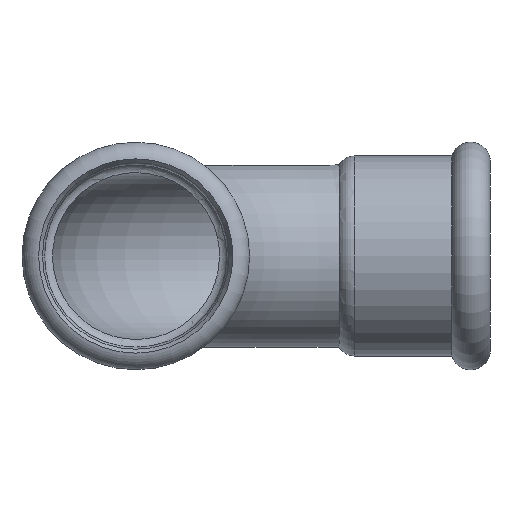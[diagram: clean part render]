
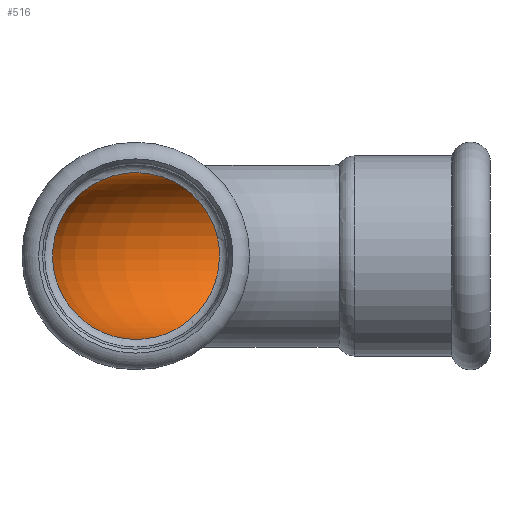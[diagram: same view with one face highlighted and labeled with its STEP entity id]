
A CAD part, front view. The second image highlights one B-rep face of the part: STEP entity #516.
In plain terms, the highlighted toroidal (fillet/blend) face has major radius 42 mm and minor radius 16 mm.
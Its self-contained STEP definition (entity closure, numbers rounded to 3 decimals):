
#20=B_SPLINE_CURVE_WITH_KNOTS('',3,(#964,#965,#966,#967,#968,#969,#970,
#971,#972,#973,#974,#975),.UNSPECIFIED.,.F.,.F.,(4,2,2,2,2,4),(2.392,
2.501,3.128,3.755,4.381,4.92),
 .UNSPECIFIED.);
#21=B_SPLINE_CURVE_WITH_KNOTS('',3,(#977,#978,#979,#980,#981,#982,#983,
#984,#985,#986,#987,#988,#989,#990,#991,#992,#993,#994,#995,#996,#997,#998),
 .UNSPECIFIED.,.F.,.F.,(4,2,2,2,2,2,2,2,2,2,4),(4.92,5.006,
5.629,6.253,6.879,7.505,8.131,
8.757,9.382,9.736,10.089),
 .UNSPECIFIED.);
#22=B_SPLINE_CURVE_WITH_KNOTS('',3,(#999,#1000,#1001,#1002,#1003,#1004,
#1005,#1006,#1007,#1008),.UNSPECIFIED.,.F.,.F.,(4,2,2,2,4),(0.,0.625,
1.25,1.875,2.392),.UNSPECIFIED.);
#26=B_SPLINE_CURVE_WITH_KNOTS('',3,(#1088,#1089,#1090,#1091,#1092,#1093,
#1094,#1095,#1096,#1097),.UNSPECIFIED.,.F.,.F.,(4,2,2,2,4),(0.,0.625,
1.25,1.875,2.392),.UNSPECIFIED.);
#27=B_SPLINE_CURVE_WITH_KNOTS('',3,(#1099,#1100,#1101,#1102,#1103,#1104,
#1105,#1106,#1107,#1108,#1109,#1110,#1111,#1112,#1113,#1114,#1115,#1116,
#1117,#1118,#1119,#1120),.UNSPECIFIED.,.F.,.F.,(4,2,2,2,2,2,2,2,2,2,4),
(4.92,5.006,5.629,6.253,6.879,
7.505,8.131,8.757,9.382,9.736,
10.089),.UNSPECIFIED.);
#28=B_SPLINE_CURVE_WITH_KNOTS('',3,(#1121,#1122,#1123,#1124,#1125,#1126,
#1127,#1128,#1129,#1130,#1131,#1132),.UNSPECIFIED.,.F.,.F.,(4,2,2,2,2,4),
(2.392,2.501,3.128,3.755,4.381,
4.92),.UNSPECIFIED.);
#74=FACE_OUTER_BOUND('',#96,.T.);
#96=EDGE_LOOP('',(#448,#449,#450,#451,#452,#453,#454,#455));
#160=CIRCLE('',#618,26.);
#208=VERTEX_POINT('',#961);
#209=VERTEX_POINT('',#963);
#210=VERTEX_POINT('',#976);
#222=VERTEX_POINT('',#1085);
#223=VERTEX_POINT('',#1087);
#224=VERTEX_POINT('',#1098);
#282=EDGE_CURVE('',#208,#209,#20,.T.);
#283=EDGE_CURVE('',#209,#210,#21,.T.);
#284=EDGE_CURVE('',#210,#208,#22,.T.);
#301=EDGE_CURVE('',#223,#222,#26,.T.);
#302=EDGE_CURVE('',#224,#223,#27,.T.);
#303=EDGE_CURVE('',#222,#224,#28,.T.);
#307=EDGE_CURVE('',#209,#224,#160,.T.);
#448=ORIENTED_EDGE('',*,*,#284,.F.);
#449=ORIENTED_EDGE('',*,*,#283,.F.);
#450=ORIENTED_EDGE('',*,*,#307,.T.);
#451=ORIENTED_EDGE('',*,*,#302,.T.);
#452=ORIENTED_EDGE('',*,*,#301,.T.);
#453=ORIENTED_EDGE('',*,*,#303,.T.);
#454=ORIENTED_EDGE('',*,*,#307,.F.);
#455=ORIENTED_EDGE('',*,*,#282,.F.);
#497=TOROIDAL_SURFACE('',#617,42.,16.);
#516=ADVANCED_FACE('',(#74),#497,.F.);
#617=AXIS2_PLACEMENT_3D('',#1138,#788,#789);
#618=AXIS2_PLACEMENT_3D('',#1139,#790,#791);
#788=DIRECTION('center_axis',(0.,0.,
-1.));
#789=DIRECTION('ref_axis',(-1.,0.,0.));
#790=DIRECTION('center_axis',(0.,0.,
-1.));
#791=DIRECTION('ref_axis',(-1.,0.,0.));
#961=CARTESIAN_POINT('',(-68.,-40.023,16.));
#963=CARTESIAN_POINT('',(-51.926,-40.035,0.));
#964=CARTESIAN_POINT('Ctrl Pts',(-68.,-40.023,16.));
#965=CARTESIAN_POINT('Ctrl Pts',(-67.637,-40.023,16.001));
#966=CARTESIAN_POINT('Ctrl Pts',(-67.274,-40.023,15.99));
#967=CARTESIAN_POINT('Ctrl Pts',(-64.827,-40.024,15.83));
#968=CARTESIAN_POINT('Ctrl Pts',(-62.789,-40.025,15.289));
#969=CARTESIAN_POINT('Ctrl Pts',(-59.034,-40.028,13.454));
#970=CARTESIAN_POINT('Ctrl Pts',(-57.352,-40.029,12.178));
#971=CARTESIAN_POINT('Ctrl Pts',(-54.577,-40.032,9.054));
#972=CARTESIAN_POINT('Ctrl Pts',(-53.508,-40.033,7.236));
#973=CARTESIAN_POINT('Ctrl Pts',(-52.227,-40.035,3.57));
#974=CARTESIAN_POINT('Ctrl Pts',(-51.926,-40.035,1.791));
#975=CARTESIAN_POINT('Ctrl Pts',(-51.926,-40.035,0.));
#976=CARTESIAN_POINT('',(-83.917,-40.018,1.254));
#977=CARTESIAN_POINT('Ctrl Pts',(-51.926,-40.035,0.));
#978=CARTESIAN_POINT('Ctrl Pts',(-51.926,-40.035,-0.287));
#979=CARTESIAN_POINT('Ctrl Pts',(-51.933,-40.035,-0.574));
#980=CARTESIAN_POINT('Ctrl Pts',(-52.061,-40.035,-2.935));
#981=CARTESIAN_POINT('Ctrl Pts',(-52.577,-40.034,-4.966));
#982=CARTESIAN_POINT('Ctrl Pts',(-54.358,-40.032,-8.722));
#983=CARTESIAN_POINT('Ctrl Pts',(-55.607,-40.031,-10.409));
#984=CARTESIAN_POINT('Ctrl Pts',(-58.685,-40.028,-13.216));
#985=CARTESIAN_POINT('Ctrl Pts',(-60.486,-40.027,-14.308));
#986=CARTESIAN_POINT('Ctrl Pts',(-64.406,-40.024,-15.741));
#987=CARTESIAN_POINT('Ctrl Pts',(-66.489,-40.023,-16.069));
#988=CARTESIAN_POINT('Ctrl Pts',(-70.661,-40.021,-15.907));
#989=CARTESIAN_POINT('Ctrl Pts',(-72.711,-40.021,-15.419));
#990=CARTESIAN_POINT('Ctrl Pts',(-76.507,-40.02,-13.686));
#991=CARTESIAN_POINT('Ctrl Pts',(-78.217,-40.019,-12.458));
#992=CARTESIAN_POINT('Ctrl Pts',(-81.067,-40.018,-9.416));
#993=CARTESIAN_POINT('Ctrl Pts',(-82.181,-40.018,-7.632));
#994=CARTESIAN_POINT('Ctrl Pts',(-83.341,-40.018,-4.582));
#995=CARTESIAN_POINT('Ctrl Pts',(-83.637,-40.018,-3.437));
#996=CARTESIAN_POINT('Ctrl Pts',(-83.971,-40.018,-1.103));
#997=CARTESIAN_POINT('Ctrl Pts',(-84.009,-40.018,0.078));
#998=CARTESIAN_POINT('Ctrl Pts',(-83.917,-40.018,1.254));
#999=CARTESIAN_POINT('Ctrl Pts',(-83.917,-40.018,1.254));
#1000=CARTESIAN_POINT('Ctrl Pts',(-83.754,-40.018,3.33));
#1001=CARTESIAN_POINT('Ctrl Pts',(-83.186,-40.018,5.354));
#1002=CARTESIAN_POINT('Ctrl Pts',(-81.308,-40.018,9.072));
#1003=CARTESIAN_POINT('Ctrl Pts',(-80.014,-40.019,10.729));
#1004=CARTESIAN_POINT('Ctrl Pts',(-76.863,-40.019,13.457));
#1005=CARTESIAN_POINT('Ctrl Pts',(-75.036,-40.02,14.501));
#1006=CARTESIAN_POINT('Ctrl Pts',(-71.427,-40.021,15.714));
#1007=CARTESIAN_POINT('Ctrl Pts',(-69.718,-40.022,15.995));
#1008=CARTESIAN_POINT('Ctrl Pts',(-68.,-40.023,16.));
#1085=CARTESIAN_POINT('',(-27.977,0.,16.));
#1087=CARTESIAN_POINT('',(-27.982,15.917,1.254));
#1088=CARTESIAN_POINT('Ctrl Pts',(-27.982,15.917,1.254));
#1089=CARTESIAN_POINT('Ctrl Pts',(-27.982,15.754,3.33));
#1090=CARTESIAN_POINT('Ctrl Pts',(-27.982,15.186,5.354));
#1091=CARTESIAN_POINT('Ctrl Pts',(-27.982,13.308,9.072));
#1092=CARTESIAN_POINT('Ctrl Pts',(-27.981,12.014,10.729));
#1093=CARTESIAN_POINT('Ctrl Pts',(-27.981,8.863,13.457));
#1094=CARTESIAN_POINT('Ctrl Pts',(-27.98,7.036,14.501));
#1095=CARTESIAN_POINT('Ctrl Pts',(-27.979,3.427,15.714));
#1096=CARTESIAN_POINT('Ctrl Pts',(-27.978,1.718,15.995));
#1097=CARTESIAN_POINT('Ctrl Pts',(-27.977,0.,
16.));
#1098=CARTESIAN_POINT('',(-27.965,-16.074,0.));
#1099=CARTESIAN_POINT('Ctrl Pts',(-27.965,-16.074,0.));
#1100=CARTESIAN_POINT('Ctrl Pts',(-27.965,-16.074,-0.287));
#1101=CARTESIAN_POINT('Ctrl Pts',(-27.965,-16.067,-0.574));
#1102=CARTESIAN_POINT('Ctrl Pts',(-27.965,-15.939,-2.935));
#1103=CARTESIAN_POINT('Ctrl Pts',(-27.966,-15.423,-4.966));
#1104=CARTESIAN_POINT('Ctrl Pts',(-27.968,-13.642,-8.722));
#1105=CARTESIAN_POINT('Ctrl Pts',(-27.969,-12.393,-10.409));
#1106=CARTESIAN_POINT('Ctrl Pts',(-27.972,-9.315,-13.216));
#1107=CARTESIAN_POINT('Ctrl Pts',(-27.973,-7.514,-14.308));
#1108=CARTESIAN_POINT('Ctrl Pts',(-27.976,-3.594,-15.741));
#1109=CARTESIAN_POINT('Ctrl Pts',(-27.977,-1.511,-16.069));
#1110=CARTESIAN_POINT('Ctrl Pts',(-27.979,2.661,-15.907));
#1111=CARTESIAN_POINT('Ctrl Pts',(-27.979,4.711,-15.419));
#1112=CARTESIAN_POINT('Ctrl Pts',(-27.98,8.507,-13.686));
#1113=CARTESIAN_POINT('Ctrl Pts',(-27.981,10.217,-12.458));
#1114=CARTESIAN_POINT('Ctrl Pts',(-27.982,13.067,-9.416));
#1115=CARTESIAN_POINT('Ctrl Pts',(-27.982,14.181,-7.632));
#1116=CARTESIAN_POINT('Ctrl Pts',(-27.982,15.341,-4.582));
#1117=CARTESIAN_POINT('Ctrl Pts',(-27.982,15.637,-3.437));
#1118=CARTESIAN_POINT('Ctrl Pts',(-27.982,15.971,-1.103));
#1119=CARTESIAN_POINT('Ctrl Pts',(-27.982,16.009,0.078));
#1120=CARTESIAN_POINT('Ctrl Pts',(-27.982,15.917,1.254));
#1121=CARTESIAN_POINT('Ctrl Pts',(-27.977,0.,
16.));
#1122=CARTESIAN_POINT('Ctrl Pts',(-27.977,-0.363,
16.001));
#1123=CARTESIAN_POINT('Ctrl Pts',(-27.977,-0.726,
15.99));
#1124=CARTESIAN_POINT('Ctrl Pts',(-27.976,-3.173,15.83));
#1125=CARTESIAN_POINT('Ctrl Pts',(-27.975,-5.211,15.289));
#1126=CARTESIAN_POINT('Ctrl Pts',(-27.972,-8.966,13.454));
#1127=CARTESIAN_POINT('Ctrl Pts',(-27.971,-10.648,12.178));
#1128=CARTESIAN_POINT('Ctrl Pts',(-27.968,-13.423,9.054));
#1129=CARTESIAN_POINT('Ctrl Pts',(-27.967,-14.492,7.236));
#1130=CARTESIAN_POINT('Ctrl Pts',(-27.965,-15.773,3.57));
#1131=CARTESIAN_POINT('Ctrl Pts',(-27.965,-16.074,1.791));
#1132=CARTESIAN_POINT('Ctrl Pts',(-27.965,-16.074,0.));
#1138=CARTESIAN_POINT('Origin',(-26.,-42.,0.));
#1139=CARTESIAN_POINT('Origin',(-26.,-42.,0.));
